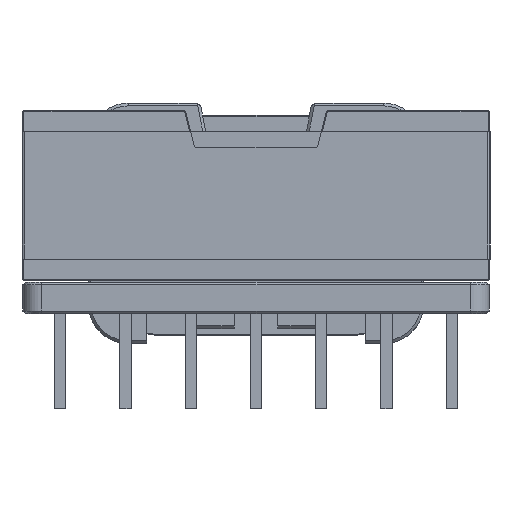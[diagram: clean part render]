
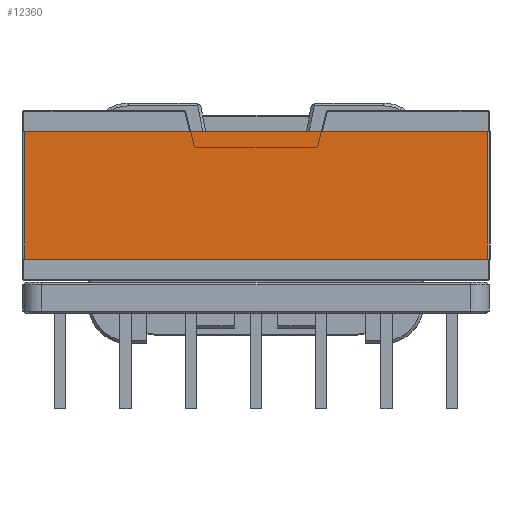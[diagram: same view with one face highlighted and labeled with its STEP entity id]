
A CAD part, left-side view. The second image highlights one B-rep face of the part: STEP entity #12360.
In plain terms, the highlighted planar face has unit normal (-1, 0, 0).
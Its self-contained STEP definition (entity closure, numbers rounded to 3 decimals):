
#933=FACE_OUTER_BOUND('',#1645,.T.);
#1645=EDGE_LOOP('',(#10414,#10415,#10416,#10417));
#3127=LINE('',#19548,#4612);
#3131=LINE('',#19558,#4616);
#3132=LINE('',#19562,#4617);
#3133=LINE('',#19563,#4618);
#4612=VECTOR('',#16237,24.8);
#4616=VECTOR('',#16247,6.825);
#4617=VECTOR('',#16252,6.825);
#4618=VECTOR('',#16253,24.8);
#5611=VERTEX_POINT('',#19545);
#5612=VERTEX_POINT('',#19547);
#5615=VERTEX_POINT('',#19557);
#5616=VERTEX_POINT('',#19561);
#7226=EDGE_CURVE('',#5611,#5612,#3127,.T.);
#7231=EDGE_CURVE('',#5612,#5615,#3131,.T.);
#7233=EDGE_CURVE('',#5611,#5616,#3132,.T.);
#7234=EDGE_CURVE('',#5615,#5616,#3133,.T.);
#10414=ORIENTED_EDGE('',*,*,#7226,.F.);
#10415=ORIENTED_EDGE('',*,*,#7233,.T.);
#10416=ORIENTED_EDGE('',*,*,#7234,.F.);
#10417=ORIENTED_EDGE('',*,*,#7231,.F.);
#11085=PLANE('',#13169);
#12360=ADVANCED_FACE('',(#933),#11085,.T.);
#13169=AXIS2_PLACEMENT_3D('',#19560,#16250,#16251);
#16237=DIRECTION('',(0.,1.,0.));
#16247=DIRECTION('',(0.,0.,1.));
#16250=DIRECTION('center_axis',(-1.,0.,0.));
#16251=DIRECTION('ref_axis',(0.,-1.,0.));
#16252=DIRECTION('',(0.,0.,1.));
#16253=DIRECTION('',(0.,-1.,0.));
#19545=CARTESIAN_POINT('',(-12.55,-12.4,4.538));
#19547=CARTESIAN_POINT('',(-12.55,12.4,4.538));
#19548=CARTESIAN_POINT('',(-12.55,-12.4,4.538));
#19557=CARTESIAN_POINT('',(-12.55,12.4,11.363));
#19558=CARTESIAN_POINT('',(-12.55,12.4,4.538));
#19560=CARTESIAN_POINT('Origin',(-12.55,12.4,4.538));
#19561=CARTESIAN_POINT('',(-12.55,-12.4,11.363));
#19562=CARTESIAN_POINT('',(-12.55,-12.4,4.538));
#19563=CARTESIAN_POINT('',(-12.55,-12.4,11.363));
